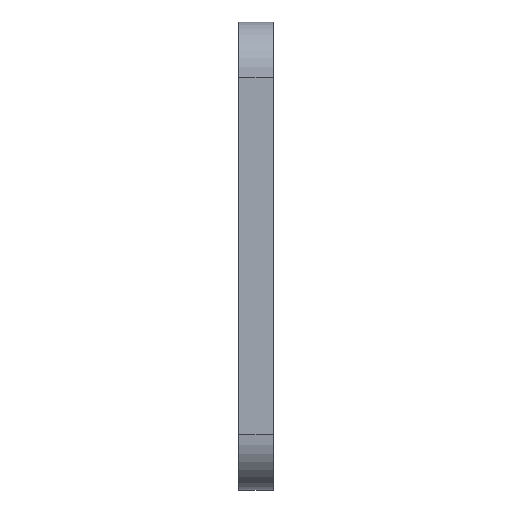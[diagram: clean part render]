
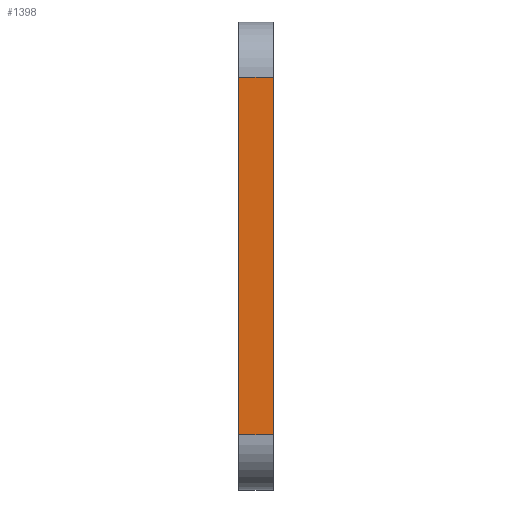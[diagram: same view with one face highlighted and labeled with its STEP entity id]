
A CAD part, left-side view. The second image highlights one B-rep face of the part: STEP entity #1398.
In plain terms, the highlighted planar face has unit normal (-1, 0, 0).
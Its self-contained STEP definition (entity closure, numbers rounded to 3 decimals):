
#117 = LINE ( 'NONE', #657, #1385 ) ;
#127 = EDGE_CURVE ( 'NONE', #420, #1255, #609, .T. ) ;
#143 = CARTESIAN_POINT ( 'NONE',  ( -22.5, 0., 13. ) ) ;
#233 = VERTEX_POINT ( 'NONE', #1695 ) ;
#234 = CARTESIAN_POINT ( 'NONE',  ( -22.5, 2.5, -13. ) ) ;
#346 = CARTESIAN_POINT ( 'NONE',  ( -22.5, 2.5, -17. ) ) ;
#373 = CARTESIAN_POINT ( 'NONE',  ( -22.5, 2.5, -17. ) ) ;
#382 = ORIENTED_EDGE ( 'NONE', *, *, #1593, .F. ) ;
#420 = VERTEX_POINT ( 'NONE', #1580 ) ;
#527 = EDGE_LOOP ( 'NONE', ( #1512, #1708, #382, #1044 ) ) ;
#603 = DIRECTION ( 'NONE',  ( 0., 0., -1. ) ) ;
#609 = LINE ( 'NONE', #1149, #1188 ) ;
#657 = CARTESIAN_POINT ( 'NONE',  ( -22.5, 2.5, -13. ) ) ;
#905 = VECTOR ( 'NONE', #1476, 1000. ) ;
#928 = LINE ( 'NONE', #373, #905 ) ;
#979 = AXIS2_PLACEMENT_3D ( 'NONE', #346, #1243, #603 ) ;
#1021 = DIRECTION ( 'NONE',  ( 0., 0., 1. ) ) ;
#1044 = ORIENTED_EDGE ( 'NONE', *, *, #1284, .T. ) ;
#1130 = VERTEX_POINT ( 'NONE', #234 ) ;
#1149 = CARTESIAN_POINT ( 'NONE',  ( -22.5, 0., -17. ) ) ;
#1164 = EDGE_CURVE ( 'NONE', #1255, #233, #1186, .T. ) ;
#1175 = CARTESIAN_POINT ( 'NONE',  ( -22.5, 2.5, 13. ) ) ;
#1186 = LINE ( 'NONE', #1175, #1207 ) ;
#1188 = VECTOR ( 'NONE', #1021, 1000. ) ;
#1207 = VECTOR ( 'NONE', #1732, 1000. ) ;
#1243 = DIRECTION ( 'NONE',  ( 1., 0., 0. ) ) ;
#1255 = VERTEX_POINT ( 'NONE', #143 ) ;
#1284 = EDGE_CURVE ( 'NONE', #1130, #420, #117, .T. ) ;
#1385 = VECTOR ( 'NONE', #1472, 1000. ) ;
#1394 = FACE_OUTER_BOUND ( 'NONE', #527, .T. ) ;
#1398 = ADVANCED_FACE ( 'NONE', ( #1394 ), #1671, .F. ) ;
#1472 = DIRECTION ( 'NONE',  ( 0., -1., 0. ) ) ;
#1476 = DIRECTION ( 'NONE',  ( 0., 0., 1. ) ) ;
#1512 = ORIENTED_EDGE ( 'NONE', *, *, #127, .T. ) ;
#1580 = CARTESIAN_POINT ( 'NONE',  ( -22.5, 0., -13. ) ) ;
#1593 = EDGE_CURVE ( 'NONE', #1130, #233, #928, .T. ) ;
#1671 = PLANE ( 'NONE',  #979 ) ;
#1695 = CARTESIAN_POINT ( 'NONE',  ( -22.5, 2.5, 13. ) ) ;
#1708 = ORIENTED_EDGE ( 'NONE', *, *, #1164, .T. ) ;
#1732 = DIRECTION ( 'NONE',  ( 0., 1., 0. ) ) ;
